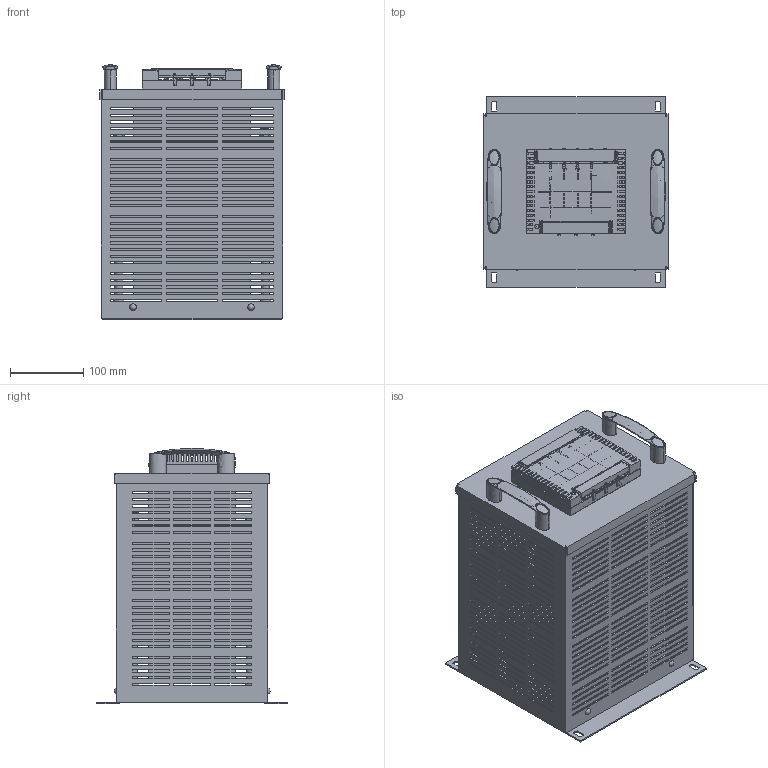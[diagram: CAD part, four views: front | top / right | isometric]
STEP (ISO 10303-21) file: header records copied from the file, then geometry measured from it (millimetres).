
FILE_DESCRIPTION(/* description */ (''),/* implementation_level */ '2;1');
FILE_NAME(/* name */ 'RC80.stp',/* time_stamp */ '2023-07-25T13:13:25+02:00',/* author */ ('DMA'),/* organization */ (''),/* preprocessor_version */ 'ST-DEVELOPER v16.13',/* originating_system */ 'Autodesk Inventor 2018',/* authorisation */ '');
FILE_SCHEMA (('AUTOMOTIVE_DESIGN { 1 0 10303 214 3 1 1 }'));
Products named in the file (1): RC80
Bounding box: 252 x 260 x 348 mm (x, y, z)
Surface area: 1160892.3 mm2 (no closed solid volume)
Topology: 0 solids, 78 shells, 2900 faces, 10703 edges, 7561 vertices
Faces by surface type: plane 2453, bspline 230, cylinder 100, cone 94, torus 14, sphere 9
Full cylindrical faces by diameter (mm): 6 x4, 8 x4, 11 x4, 15 x12
Entity records: 137450 total; most frequent: CARTESIAN_POINT 48986, ORIENTED_EDGE 18041, DIRECTION 16134, EDGE_CURVE 10575, LINE 8988, VECTOR 8988, VERTEX_POINT 7523, EDGE_LOOP 3706
